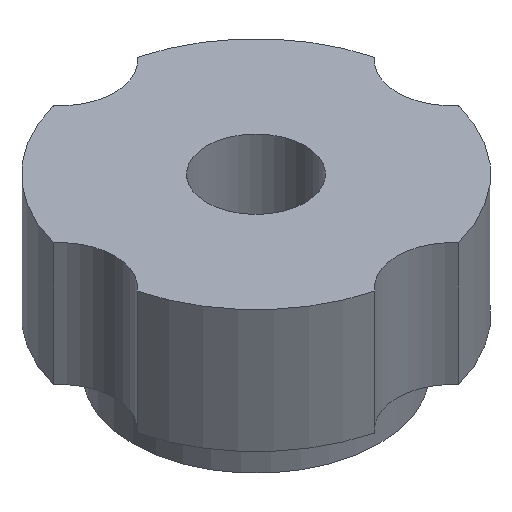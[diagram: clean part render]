
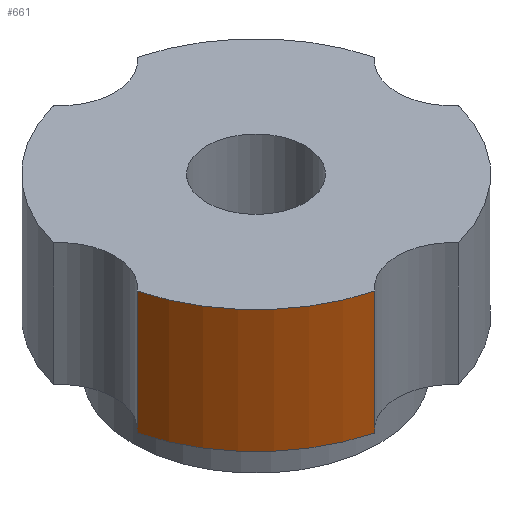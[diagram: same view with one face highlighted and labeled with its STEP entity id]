
A CAD part, isometric view. The second image highlights one B-rep face of the part: STEP entity #661.
In plain terms, the highlighted cylindrical face has radius 13.5 mm (diameter 27 mm), a partial arc.
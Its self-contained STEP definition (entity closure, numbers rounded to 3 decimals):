
#33 = PLANE('',#34);
#34 = AXIS2_PLACEMENT_3D('',#35,#36,#37);
#35 = CARTESIAN_POINT('',(0.,0.,14.));
#36 = DIRECTION('',(0.,0.,1.));
#37 = DIRECTION('',(1.,0.,0.));
#78 = CYLINDRICAL_SURFACE('',#79,4.5);
#79 = AXIS2_PLACEMENT_3D('',#80,#81,#82);
#80 = CARTESIAN_POINT('',(-16.,0.,0.));
#81 = DIRECTION('',(-0.,-0.,-1.));
#82 = DIRECTION('',(1.,0.,0.));
#91 = VERTEX_POINT('',#92);
#92 = CARTESIAN_POINT('',(-13.063,-3.409,14.));
#118 = EDGE_CURVE('',#91,#119,#121,.T.);
#119 = VERTEX_POINT('',#120);
#120 = CARTESIAN_POINT('',(-3.409,-13.063,14.));
#121 = SURFACE_CURVE('',#122,(#127,#134),.PCURVE_S1.);
#122 = CIRCLE('',#123,13.5);
#123 = AXIS2_PLACEMENT_3D('',#124,#125,#126);
#124 = CARTESIAN_POINT('',(0.,0.,14.));
#125 = DIRECTION('',(0.,0.,1.));
#126 = DIRECTION('',(1.,0.,0.));
#127 = PCURVE('',#33,#128);
#128 = DEFINITIONAL_REPRESENTATION('',(#129),#133);
#129 = CIRCLE('',#130,13.5);
#130 = AXIS2_PLACEMENT_2D('',#131,#132);
#131 = CARTESIAN_POINT('',(0.,0.));
#132 = DIRECTION('',(1.,0.));
#133 = ( GEOMETRIC_REPRESENTATION_CONTEXT(2) 
PARAMETRIC_REPRESENTATION_CONTEXT() REPRESENTATION_CONTEXT('2D SPACE',''
  ) );
#134 = PCURVE('',#135,#140);
#135 = CYLINDRICAL_SURFACE('',#136,13.5);
#136 = AXIS2_PLACEMENT_3D('',#137,#138,#139);
#137 = CARTESIAN_POINT('',(0.,0.,0.));
#138 = DIRECTION('',(-0.,-0.,-1.));
#139 = DIRECTION('',(1.,0.,0.));
#140 = DEFINITIONAL_REPRESENTATION('',(#141),#145);
#141 = LINE('',#142,#143);
#142 = CARTESIAN_POINT('',(0.,-14.));
#143 = VECTOR('',#144,1.);
#144 = DIRECTION('',(-1.,0.));
#145 = ( GEOMETRIC_REPRESENTATION_CONTEXT(2) 
PARAMETRIC_REPRESENTATION_CONTEXT() REPRESENTATION_CONTEXT('2D SPACE',''
  ) );
#168 = CYLINDRICAL_SURFACE('',#169,4.5);
#169 = AXIS2_PLACEMENT_3D('',#170,#171,#172);
#170 = CARTESIAN_POINT('',(0.,-16.,0.));
#171 = DIRECTION('',(0.,0.,-1.));
#172 = DIRECTION('',(0.,1.,0.));
#482 = PLANE('',#483);
#483 = AXIS2_PLACEMENT_3D('',#484,#485,#486);
#484 = CARTESIAN_POINT('',(0.,0.,4.));
#485 = DIRECTION('',(0.,0.,1.));
#486 = DIRECTION('',(1.,0.,0.));
#557 = VERTEX_POINT('',#558);
#558 = CARTESIAN_POINT('',(-13.063,-3.409,4.));
#584 = EDGE_CURVE('',#91,#557,#585,.T.);
#585 = SURFACE_CURVE('',#586,(#590,#597),.PCURVE_S1.);
#586 = LINE('',#587,#588);
#587 = CARTESIAN_POINT('',(-13.063,-3.409,0.));
#588 = VECTOR('',#589,1.);
#589 = DIRECTION('',(-0.,-0.,-1.));
#590 = PCURVE('',#78,#591);
#591 = DEFINITIONAL_REPRESENTATION('',(#592),#596);
#592 = LINE('',#593,#594);
#593 = CARTESIAN_POINT('',(-5.424,0.));
#594 = VECTOR('',#595,1.);
#595 = DIRECTION('',(-0.,1.));
#596 = ( GEOMETRIC_REPRESENTATION_CONTEXT(2) 
PARAMETRIC_REPRESENTATION_CONTEXT() REPRESENTATION_CONTEXT('2D SPACE',''
  ) );
#597 = PCURVE('',#135,#598);
#598 = DEFINITIONAL_REPRESENTATION('',(#599),#603);
#599 = LINE('',#600,#601);
#600 = CARTESIAN_POINT('',(-3.397,0.));
#601 = VECTOR('',#602,1.);
#602 = DIRECTION('',(-0.,1.));
#603 = ( GEOMETRIC_REPRESENTATION_CONTEXT(2) 
PARAMETRIC_REPRESENTATION_CONTEXT() REPRESENTATION_CONTEXT('2D SPACE',''
  ) );
#661 = ADVANCED_FACE('',(#662),#135,.T.);
#662 = FACE_BOUND('',#663,.F.);
#663 = EDGE_LOOP('',(#664,#665,#666,#689));
#664 = ORIENTED_EDGE('',*,*,#584,.F.);
#665 = ORIENTED_EDGE('',*,*,#118,.T.);
#666 = ORIENTED_EDGE('',*,*,#667,.T.);
#667 = EDGE_CURVE('',#119,#668,#670,.T.);
#668 = VERTEX_POINT('',#669);
#669 = CARTESIAN_POINT('',(-3.409,-13.063,4.));
#670 = SURFACE_CURVE('',#671,(#675,#682),.PCURVE_S1.);
#671 = LINE('',#672,#673);
#672 = CARTESIAN_POINT('',(-3.409,-13.063,0.));
#673 = VECTOR('',#674,1.);
#674 = DIRECTION('',(-0.,-0.,-1.));
#675 = PCURVE('',#135,#676);
#676 = DEFINITIONAL_REPRESENTATION('',(#677),#681);
#677 = LINE('',#678,#679);
#678 = CARTESIAN_POINT('',(-4.457,0.));
#679 = VECTOR('',#680,1.);
#680 = DIRECTION('',(-0.,1.));
#681 = ( GEOMETRIC_REPRESENTATION_CONTEXT(2) 
PARAMETRIC_REPRESENTATION_CONTEXT() REPRESENTATION_CONTEXT('2D SPACE',''
  ) );
#682 = PCURVE('',#168,#683);
#683 = DEFINITIONAL_REPRESENTATION('',(#684),#688);
#684 = LINE('',#685,#686);
#685 = CARTESIAN_POINT('',(-0.86,0.));
#686 = VECTOR('',#687,1.);
#687 = DIRECTION('',(-0.,1.));
#688 = ( GEOMETRIC_REPRESENTATION_CONTEXT(2) 
PARAMETRIC_REPRESENTATION_CONTEXT() REPRESENTATION_CONTEXT('2D SPACE',''
  ) );
#689 = ORIENTED_EDGE('',*,*,#690,.T.);
#690 = EDGE_CURVE('',#668,#557,#691,.T.);
#691 = SURFACE_CURVE('',#692,(#697,#704),.PCURVE_S1.);
#692 = CIRCLE('',#693,13.5);
#693 = AXIS2_PLACEMENT_3D('',#694,#695,#696);
#694 = CARTESIAN_POINT('',(0.,0.,4.));
#695 = DIRECTION('',(0.,0.,-1.));
#696 = DIRECTION('',(1.,0.,0.));
#697 = PCURVE('',#135,#698);
#698 = DEFINITIONAL_REPRESENTATION('',(#699),#703);
#699 = LINE('',#700,#701);
#700 = CARTESIAN_POINT('',(-6.283,-4.));
#701 = VECTOR('',#702,1.);
#702 = DIRECTION('',(1.,-0.));
#703 = ( GEOMETRIC_REPRESENTATION_CONTEXT(2) 
PARAMETRIC_REPRESENTATION_CONTEXT() REPRESENTATION_CONTEXT('2D SPACE',''
  ) );
#704 = PCURVE('',#482,#705);
#705 = DEFINITIONAL_REPRESENTATION('',(#706),#714);
#706 = ( BOUNDED_CURVE() B_SPLINE_CURVE(2,(#707,#708,#709,#710,#711,#712
,#713),.UNSPECIFIED.,.T.,.F.) B_SPLINE_CURVE_WITH_KNOTS((1,2,2,2,2,1),(
    -2.094,0.,2.094,4.189,6.283,
8.378),.UNSPECIFIED.) CURVE() GEOMETRIC_REPRESENTATION_ITEM() 
RATIONAL_B_SPLINE_CURVE((1.,0.5,1.,0.5,1.,0.5,1.)) REPRESENTATION_ITEM(
  '') );
#707 = CARTESIAN_POINT('',(13.5,0.));
#708 = CARTESIAN_POINT('',(13.5,-23.383));
#709 = CARTESIAN_POINT('',(-6.75,-11.691));
#710 = CARTESIAN_POINT('',(-27.,0.));
#711 = CARTESIAN_POINT('',(-6.75,11.691));
#712 = CARTESIAN_POINT('',(13.5,23.383));
#713 = CARTESIAN_POINT('',(13.5,0.));
#714 = ( GEOMETRIC_REPRESENTATION_CONTEXT(2) 
PARAMETRIC_REPRESENTATION_CONTEXT() REPRESENTATION_CONTEXT('2D SPACE',''
  ) );
